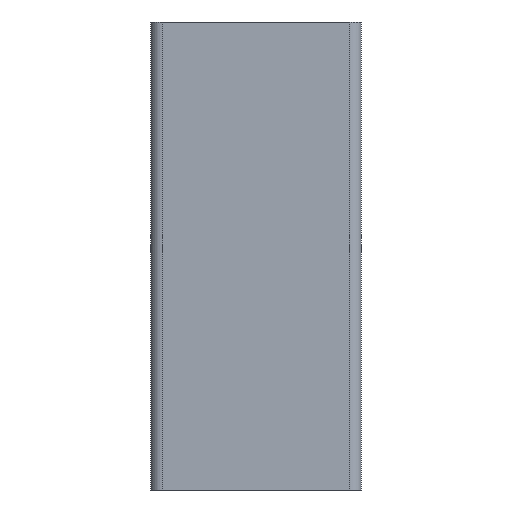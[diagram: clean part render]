
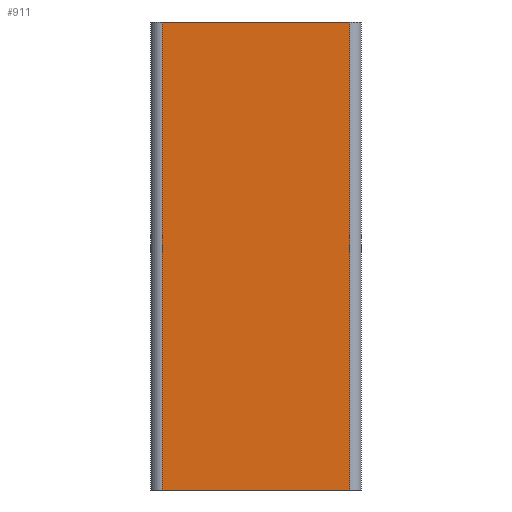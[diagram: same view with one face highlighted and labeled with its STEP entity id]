
A CAD part, front view. The second image highlights one B-rep face of the part: STEP entity #911.
In plain terms, the highlighted planar face has unit normal (0, -1, 0).
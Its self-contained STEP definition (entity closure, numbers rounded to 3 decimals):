
#103=FACE_OUTER_BOUND($,#151,.T.);
#151=EDGE_LOOP($,(#817,#818,#819,#820));
#224=LINE($,#1444,#324);
#246=LINE($,#1496,#346);
#252=LINE($,#1512,#352);
#253=LINE($,#1514,#353);
#324=VECTOR($,#1169,40.);
#346=VECTOR($,#1221,40.);
#352=VECTOR($,#1239,100.);
#353=VECTOR($,#1242,100.);
#424=VERTEX_POINT($,#1441);
#425=VERTEX_POINT($,#1443);
#439=VERTEX_POINT($,#1493);
#440=VERTEX_POINT($,#1495);
#537=EDGE_CURVE($,#424,#425,#224,.T.);
#563=EDGE_CURVE($,#440,#439,#246,.T.);
#572=EDGE_CURVE($,#424,#440,#252,.T.);
#573=EDGE_CURVE($,#425,#439,#253,.T.);
#817=ORIENTED_EDGE($,*,*,#563,.T.);
#818=ORIENTED_EDGE($,*,*,#573,.F.);
#819=ORIENTED_EDGE($,*,*,#537,.F.);
#820=ORIENTED_EDGE($,*,*,#572,.T.);
#868=PLANE($,#992);
#911=ADVANCED_FACE($,(#103),#868,.T.);
#992=AXIS2_PLACEMENT_3D($,#1513,#1240,#1241);
#1169=DIRECTION($,(-1.,0.,0.));
#1221=DIRECTION($,(-1.,0.,0.));
#1239=DIRECTION($,(0.,0.,1.));
#1240=DIRECTION('center_axis',(0.,-1.,0.));
#1241=DIRECTION('ref_axis',(0.,0.,1.));
#1242=DIRECTION($,(0.,0.,1.));
#1441=CARTESIAN_POINT('',(20.,-9.25,0.));
#1443=CARTESIAN_POINT('',(-20.,-9.25,0.));
#1444=CARTESIAN_POINT($,(20.,-9.25,0.));
#1493=CARTESIAN_POINT('',(-20.,-9.25,100.));
#1495=CARTESIAN_POINT('',(20.,-9.25,100.));
#1496=CARTESIAN_POINT($,(20.,-9.25,100.));
#1512=CARTESIAN_POINT($,(20.,-9.25,0.));
#1513=CARTESIAN_POINT('Origin',(20.,-9.25,0.));
#1514=CARTESIAN_POINT($,(-20.,-9.25,0.));
